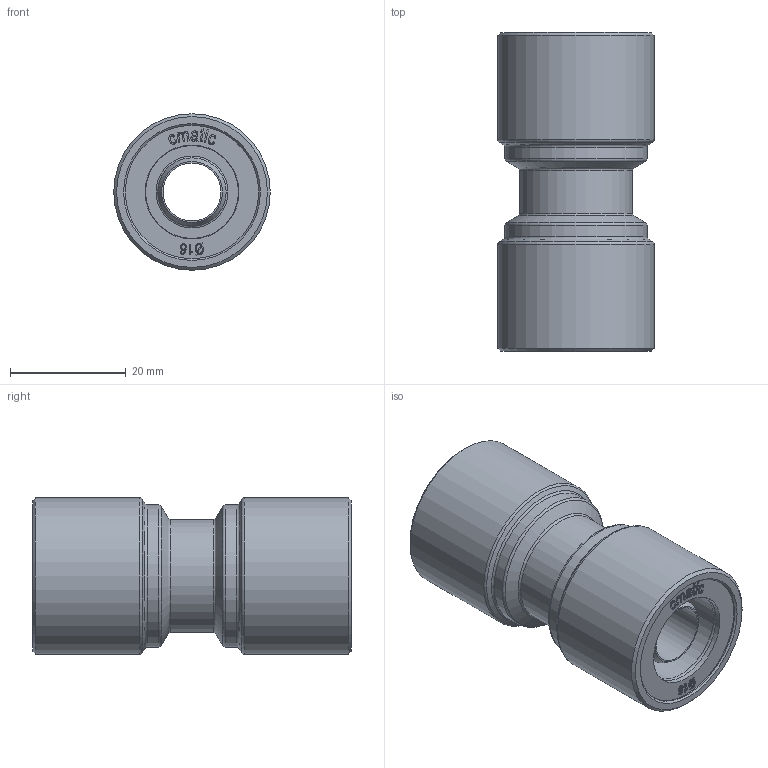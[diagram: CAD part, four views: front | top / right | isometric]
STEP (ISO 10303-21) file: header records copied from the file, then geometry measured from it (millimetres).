
FILE_DESCRIPTION(( 'MAF.26.16.16.stp' ), '1');
FILE_NAME( 'MAF.26.16.16.stp', '2021-02-19T15:25:55',( 'Sopra'),('sopra-pneumatic.com'), 'SwSTEP 2.0','SolidWorks 2009','' );
FILE_SCHEMA( ( 'CONFIG_CONTROL_DESIGN' ) );
Length unit declared in the file: millimetre
Products named in the file (1): Rivoluzione1
Bounding box: 27 x 55 x 27 mm (x, y, z)
Volume: 18510.8 mm3; surface area: 11388.3 mm2
Topology: 1 solids, 1 shells, 328 faces, 860 edges, 570 vertices
Faces by surface type: plane 146, bspline 144, cylinder 16, torus 12, cone 10
Full cylindrical faces by diameter (mm): 10 x2, 11.8 x2, 12.5 x1, 16.18 x4, 19.5 x1, 23 x2, 24.5 x2, 27 x2
Entity records: 16888 total; most frequent: CARTESIAN_POINT 9973, ORIENTED_EDGE 1608, DIRECTION 934, EDGE_CURVE 804, VERTEX_POINT 552, LINE 468, VECTOR 468, EDGE_LOOP 404
